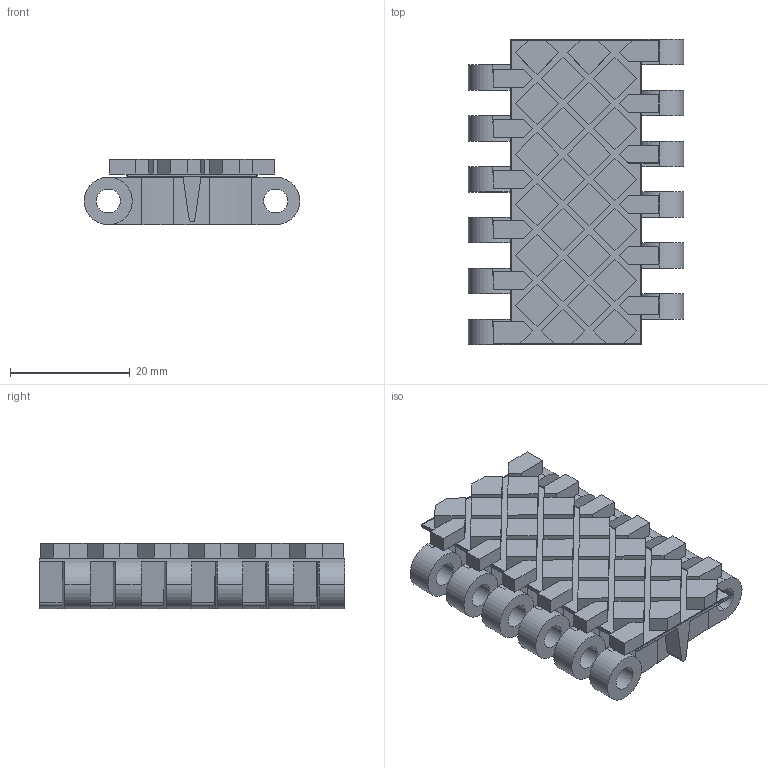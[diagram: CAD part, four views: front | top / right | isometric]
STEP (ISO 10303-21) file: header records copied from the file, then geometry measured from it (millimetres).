
FILE_DESCRIPTION (( 'STEP AP214' ), '1' );
FILE_NAME ('2intrack.STEP', '2006-12-11T22:07:35', ( 'Eric hnanicek' ), ( '' ), 'SwSTEP 2.0', 'SolidWorks 2005204', '' );
FILE_SCHEMA (( 'AUTOMOTIVE_DESIGN' ));
Length unit declared in the file: millimetre
Products named in the file (1): 2intrack
Bounding box: 36 x 51 x 11 mm (x, y, z)
Surface area: 8752.4 mm2 (no closed solid volume)
Topology: 0 solids, 2 shells, 378 faces, 1055 edges, 690 vertices
Faces by surface type: plane 292, cylinder 86
Entity records: 16094 total; most frequent: CARTESIAN_POINT 2196, ORIENTED_EDGE 1980, DIRECTION 1955, EDGE_CURVE 1055, VECTOR 865, LINE 865, VERTEX_POINT 690, AXIS2_PLACEMENT_3D 545
